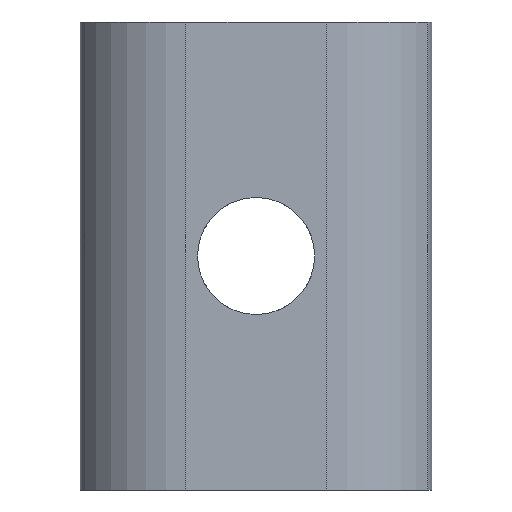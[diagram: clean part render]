
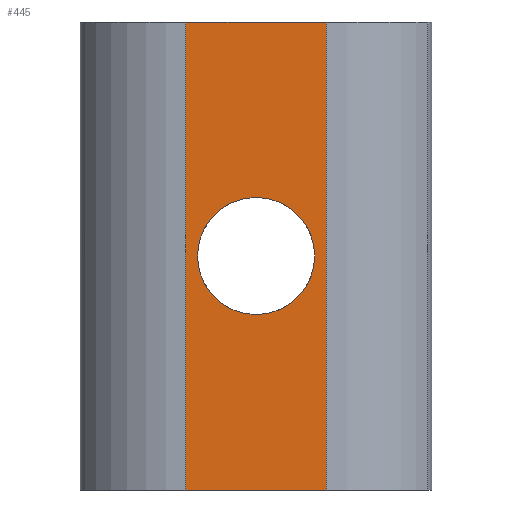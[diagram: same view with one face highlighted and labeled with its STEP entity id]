
A CAD part, front view. The second image highlights one B-rep face of the part: STEP entity #445.
In plain terms, the highlighted planar face has unit normal (0, -1, 0).
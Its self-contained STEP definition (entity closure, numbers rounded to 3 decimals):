
#3 = CARTESIAN_POINT ( 'NONE',  ( 3., -6., 20. ) ) ;
#51 = ORIENTED_EDGE ( 'NONE', *, *, #394, .T. ) ;
#70 = FACE_BOUND ( 'NONE', #846, .T. ) ;
#76 = ORIENTED_EDGE ( 'NONE', *, *, #383, .F. ) ;
#92 = DIRECTION ( 'NONE',  ( 0., 0., -1. ) ) ;
#126 = DIRECTION ( 'NONE',  ( -1., 0., 0. ) ) ;
#130 = DIRECTION ( 'NONE',  ( 0., 1., 0. ) ) ;
#162 = FACE_OUTER_BOUND ( 'NONE', #535, .T. ) ;
#169 = LINE ( 'NONE', #482, #1077 ) ;
#177 = CARTESIAN_POINT ( 'NONE',  ( 3., -6., 0. ) ) ;
#219 = PLANE ( 'NONE',  #598 ) ;
#230 = CARTESIAN_POINT ( 'NONE',  ( -2.5, -6., 10. ) ) ;
#309 = ORIENTED_EDGE ( 'NONE', *, *, #886, .F. ) ;
#317 = CARTESIAN_POINT ( 'NONE',  ( 3., -6., 20. ) ) ;
#319 = LINE ( 'NONE', #912, #970 ) ;
#334 = DIRECTION ( 'NONE',  ( 0., -1., 0. ) ) ;
#376 = EDGE_CURVE ( 'NONE', #489, #878, #776, .T. ) ;
#383 = EDGE_CURVE ( 'NONE', #594, #527, #799, .T. ) ;
#394 = EDGE_CURVE ( 'NONE', #878, #1123, #319, .T. ) ;
#410 = DIRECTION ( 'NONE',  ( 1., 0., 0. ) ) ;
#419 = LINE ( 'NONE', #3, #620 ) ;
#445 = ADVANCED_FACE ( 'NONE', ( #70, #162 ), #219, .F. ) ;
#477 = ORIENTED_EDGE ( 'NONE', *, *, #833, .F. ) ;
#482 = CARTESIAN_POINT ( 'NONE',  ( -3., -6., 20. ) ) ;
#489 = VERTEX_POINT ( 'NONE', #877 ) ;
#499 = CARTESIAN_POINT ( 'NONE',  ( -3., -6., 20. ) ) ;
#504 = DIRECTION ( 'NONE',  ( 0., -1., 0. ) ) ;
#509 = CARTESIAN_POINT ( 'NONE',  ( 0., -6., 10. ) ) ;
#527 = VERTEX_POINT ( 'NONE', #230 ) ;
#535 = EDGE_LOOP ( 'NONE', ( #51, #1086, #309, #842 ) ) ;
#561 = VECTOR ( 'NONE', #906, 1000. ) ;
#577 = AXIS2_PLACEMENT_3D ( 'NONE', #509, #504, #410 ) ;
#578 = DIRECTION ( 'NONE',  ( 1., 0., 0. ) ) ;
#585 = VERTEX_POINT ( 'NONE', #317 ) ;
#594 = VERTEX_POINT ( 'NONE', #677 ) ;
#598 = AXIS2_PLACEMENT_3D ( 'NONE', #742, #130, #126 ) ;
#620 = VECTOR ( 'NONE', #92, 1000. ) ;
#648 = CARTESIAN_POINT ( 'NONE',  ( -3., -6., 0. ) ) ;
#663 = AXIS2_PLACEMENT_3D ( 'NONE', #839, #334, #930 ) ;
#677 = CARTESIAN_POINT ( 'NONE',  ( 2.5, -6., 10. ) ) ;
#742 = CARTESIAN_POINT ( 'NONE',  ( -3., -6., 20. ) ) ;
#776 = LINE ( 'NONE', #499, #561 ) ;
#793 = DIRECTION ( 'NONE',  ( 1., 0., 0. ) ) ;
#799 = CIRCLE ( 'NONE', #577, 2.5 ) ;
#809 = CIRCLE ( 'NONE', #663, 2.5 ) ;
#833 = EDGE_CURVE ( 'NONE', #527, #594, #809, .T. ) ;
#839 = CARTESIAN_POINT ( 'NONE',  ( 0., -6., 10. ) ) ;
#842 = ORIENTED_EDGE ( 'NONE', *, *, #376, .T. ) ;
#846 = EDGE_LOOP ( 'NONE', ( #76, #477 ) ) ;
#877 = CARTESIAN_POINT ( 'NONE',  ( -3., -6., 20. ) ) ;
#878 = VERTEX_POINT ( 'NONE', #648 ) ;
#886 = EDGE_CURVE ( 'NONE', #489, #585, #169, .T. ) ;
#890 = EDGE_CURVE ( 'NONE', #585, #1123, #419, .T. ) ;
#906 = DIRECTION ( 'NONE',  ( 0., 0., -1. ) ) ;
#912 = CARTESIAN_POINT ( 'NONE',  ( -3., -6., 0. ) ) ;
#930 = DIRECTION ( 'NONE',  ( 1., 0., 0. ) ) ;
#970 = VECTOR ( 'NONE', #578, 1000. ) ;
#1077 = VECTOR ( 'NONE', #793, 1000. ) ;
#1086 = ORIENTED_EDGE ( 'NONE', *, *, #890, .F. ) ;
#1123 = VERTEX_POINT ( 'NONE', #177 ) ;
